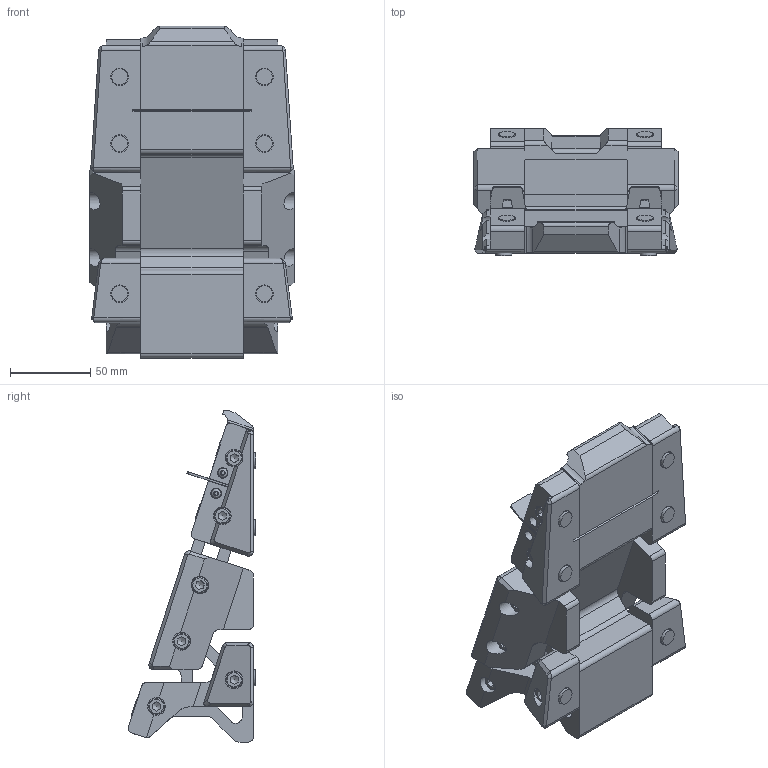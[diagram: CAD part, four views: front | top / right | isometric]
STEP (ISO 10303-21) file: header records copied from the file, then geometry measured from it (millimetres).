
FILE_DESCRIPTION(/* description */ (''),/* implementation_level */ '2;1');
FILE_NAME(/* name */ 'Stand_1.stp',/* time_stamp */ '2024-05-31T21:15:49-05:00',/* author */ ('SMJ'),/* organization */ (''),/* preprocessor_version */ 'ST-DEVELOPER v19.2',/* originating_system */ 'Autodesk Inventor 2023',/* authorisation */ '');
FILE_SCHEMA (('AUTOMOTIVE_DESIGN { 1 0 10303 214 3 1 1 }'));
Length unit declared in the file: millimetre
Products named in the file (10): Wedge_1; Pry Plate KB19; Wedge; Wedge R1; Wedge R1_MIR; ANSI B18.3.1M - M6x1 x 30, BSHCSM; Heatset-M6-12; ANSI B18.3.1M - M6x1 x 25, BSHCSM; ANSI B18.3.4M - M3 x 0.5 x 20, BHSBHCSM; 10 mm pad
Assembly tree (44 placements, depth 2):
  Wedge_1
    Pry Plate KB19
    Wedge
    Wedge R1
    Wedge R1_MIR
    ANSI B18.3.1M - M6x1 x 30, BSHCSM  x10
    Heatset-M6-12  x12
    ANSI B18.3.1M - M6x1 x 25, BSHCSM  x2
    ANSI B18.3.4M - M3 x 0.5 x 20, BHSBHCSM  x4
    10 mm pad  x12
Bounding box: 127 x 79.41 x 206.59 mm (x, y, z)
Volume: 674407.5 mm3; surface area: 176889.5 mm2
Topology: 49 solids, 49 shells, 3908 faces, 11109 edges, 7390 vertices
Faces by surface type: bspline 1742, cylinder 1162, plane 508, cone 468, torus 28
Full cylindrical faces by diameter (mm): 3 x6, 3.4 x4, 5.7 x4, 6 x24, 6.5 x4, 6.6 x18, 7 x24, 7.4 x12, 7.5 x12, 10 x24, 11 x24
Entity records: 32478 total; most frequent: CARTESIAN_POINT 11005, ORIENTED_EDGE 4710, DIRECTION 3788, EDGE_CURVE 2355, VERTEX_POINT 1556, AXIS2_PLACEMENT_3D 1427, EDGE_LOOP 985, LINE 934
